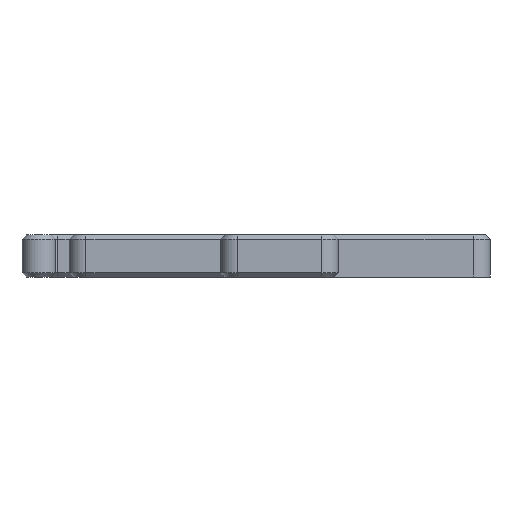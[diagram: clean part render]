
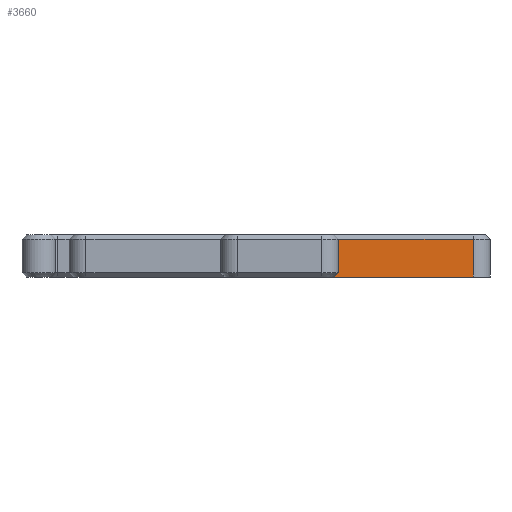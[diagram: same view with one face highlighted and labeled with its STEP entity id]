
A CAD part, front view. The second image highlights one B-rep face of the part: STEP entity #3660.
In plain terms, the highlighted planar face has unit normal (0, -1, 0).
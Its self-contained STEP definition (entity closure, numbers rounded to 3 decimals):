
#501=FACE_OUTER_BOUND('',#720,.T.);
#720=EDGE_LOOP('',(#3172,#3173,#3174,#3175,#3176));
#944=LINE('',#5256,#1302);
#1150=LINE('',#5836,#1508);
#1186=LINE('',#5938,#1544);
#1195=LINE('',#5969,#1553);
#1217=LINE('',#6012,#1575);
#1302=VECTOR('',#4195,10.);
#1508=VECTOR('',#4713,10.);
#1544=VECTOR('',#4831,10.);
#1553=VECTOR('',#4868,10.);
#1575=VECTOR('',#4932,10.);
#1676=VERTEX_POINT('',#5253);
#1677=VERTEX_POINT('',#5255);
#1895=VERTEX_POINT('',#5835);
#1920=VERTEX_POINT('',#5937);
#1928=VERTEX_POINT('',#5965);
#1986=EDGE_CURVE('',#1677,#1676,#944,.T.);
#2279=EDGE_CURVE('',#1677,#1895,#1150,.F.);
#2330=EDGE_CURVE('',#1920,#1895,#1186,.T.);
#2346=EDGE_CURVE('',#1920,#1928,#1195,.T.);
#2368=EDGE_CURVE('',#1676,#1928,#1217,.T.);
#3172=ORIENTED_EDGE('',*,*,#2346,.F.);
#3173=ORIENTED_EDGE('',*,*,#2330,.T.);
#3174=ORIENTED_EDGE('',*,*,#2279,.F.);
#3175=ORIENTED_EDGE('',*,*,#1986,.T.);
#3176=ORIENTED_EDGE('',*,*,#2368,.T.);
#3469=PLANE('',#4011);
#3660=ADVANCED_FACE('',(#501),#3469,.T.);
#4011=AXIS2_PLACEMENT_3D('',#6013,#4933,#4934);
#4195=DIRECTION('',(1.,0.,0.));
#4713=DIRECTION('',(-0.707,0.,-0.707));
#4831=DIRECTION('',(0.,0.,-1.));
#4868=DIRECTION('',(1.,0.,0.));
#4932=DIRECTION('',(0.,0.,1.));
#4933=DIRECTION('center_axis',(0.,-1.,0.));
#4934=DIRECTION('ref_axis',(1.,0.,0.));
#5253=CARTESIAN_POINT('',(23.,-25.,0.));
#5255=CARTESIAN_POINT('',(4.5,-25.,0.));
#5256=CARTESIAN_POINT('',(-23.,-25.,0.));
#5835=CARTESIAN_POINT('',(5.,-25.,0.5));
#5836=CARTESIAN_POINT('',(-2.25,-25.,-6.75));
#5937=CARTESIAN_POINT('',(5.,-25.,4.5));
#5938=CARTESIAN_POINT('',(5.,-25.,2.5));
#5965=CARTESIAN_POINT('',(23.,-25.,4.5));
#5969=CARTESIAN_POINT('',(-17.75,-25.,4.5));
#6012=CARTESIAN_POINT('',(23.,-25.,0.));
#6013=CARTESIAN_POINT('Origin',(-23.,-25.,0.));
